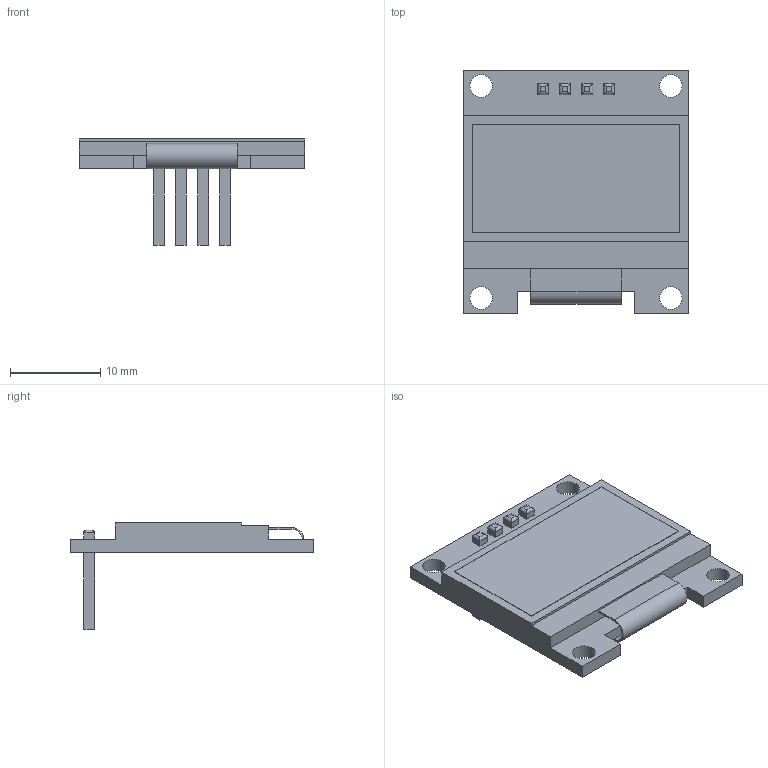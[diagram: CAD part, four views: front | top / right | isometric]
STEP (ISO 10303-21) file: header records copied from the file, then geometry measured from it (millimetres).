
FILE_DESCRIPTION(/* description */ ('STEP AP214'),/* implementation_level */ '2;1');
FILE_NAME(/* name */ '0.9 inch I2C OLED 12864 Display Module_jhalak.step',/* time_stamp */ '2026-01-09T07:58:48+05:45',/* author */ (''),/* organization */ (''),/* preprocessor_version */ 'ST-DEVELOPER v20.1',/* originating_system */ 'Autodesk Translation Framework v14.21.0.0',/* authorisation */ '');
FILE_SCHEMA (('AUTOMOTIVE_DESIGN { 1 0 10303 214 3 1 1 }'));
Length unit declared in the file: millimetre
Products named in the file (1): OLED
Bounding box: 25 x 27 x 11.85 mm (x, y, z)
Volume: 1758.2 mm3; surface area: 1927.7 mm2
Topology: 2 solids, 2 shells, 89 faces, 212 edges, 136 vertices
Faces by surface type: plane 67, cylinder 22
Full cylindrical faces by diameter (mm): 2.5 x4
Entity records: 2620 total; most frequent: CARTESIAN_POINT 438, ORIENTED_EDGE 424, DIRECTION 420, EDGE_CURVE 212, LINE 184, VECTOR 184, VERTEX_POINT 136, AXIS2_PLACEMENT_3D 118
